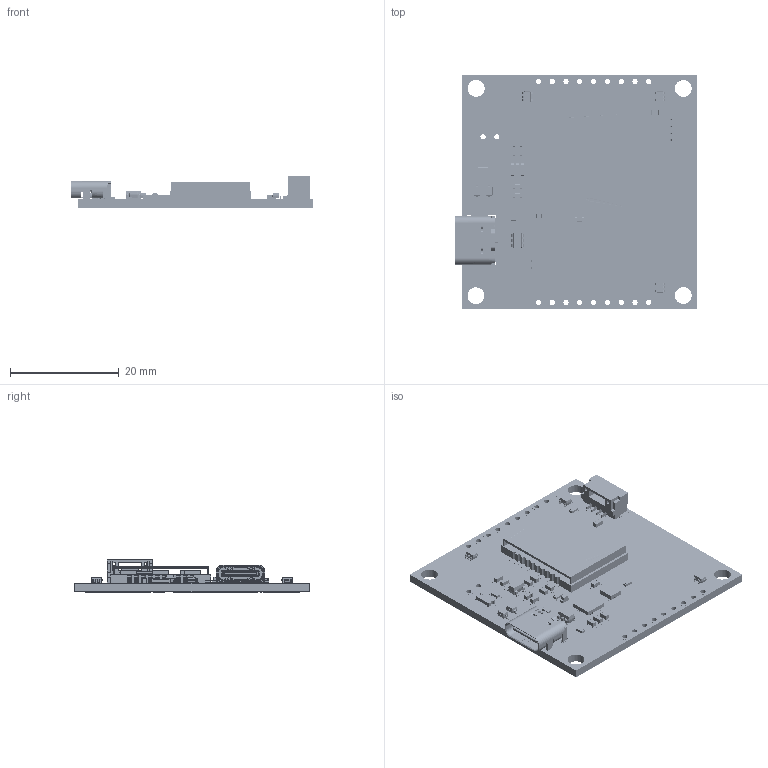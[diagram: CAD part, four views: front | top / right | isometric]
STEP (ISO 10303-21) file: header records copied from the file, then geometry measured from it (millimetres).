
FILE_DESCRIPTION(('KiCad electronic assembly'),'2;1');
FILE_NAME('SparkFun_IM19_IMU_Breakout.step','2026-04-08T01:11:49',( 'Pcbnew'),('Kicad'),'Open CASCADE STEP processor 7.9', 'KiCad to STEP converter','Unknown');
FILE_SCHEMA(('AUTOMOTIVE_DESIGN { 1 0 10303 214 1 1 1 1 }'));
Length unit declared in the file: millimetre
Products named in the file (212): SparkFun_IM19_IMU_Breakout 1; R_0603_1608Metric; C_0603_1608Metric; SOT-23-5; SOT-353_SC-70-5; IM19; Board; U5 <1>; 476855440 <1>; Extruded; U2 <1>; 476855440 (1) <1>; U6 <1>; 476854800 <1>; Extruded_3; Free-Models <1>; 663532224 <1>; Extruded_6; 663539904 <1>; Extruded_4; 633584704 (1) <1>; Extruded_5; 633584704 <1>; 663532224 (1) <1>; U4 <1>; 476855952 <1>; Extruded_2; U1 <1>; STM-UFBGA169; SOT-23-6; D_SOD-323; QFN-14-1EP_2.5x3.0mm_P0.5mm_EP1.0x1.5mm; QFN-24_4x4mm_P0.5mm; LED_0603_1608Metric_Red; JST_SMD_1.25mm-4_Locking; USB-C_16; USB4105GFA_USB4105GFA; Fuse_1206_3216Metric; SparkFun_IM19_IMU_Breakout_pad; SparkFun_IM19_IMU_Breakout_silkscreen ...
Assembly tree (234 placements, depth 5):
  SparkFun_IM19_IMU_Breakout 1
    R_0603_1608Metric  x6
    C_0603_1608Metric  x13
    SOT-23-5
    SOT-353_SC-70-5  x3
    IM19
      Board
      U5 <1>
        476855440 <1>
          Extruded
      U2 <1>
        476855440 (1) <1>
          Extruded
      U6 <1>
        476854800 <1>
          Extruded_3
      Free-Models <1>
        663532224 <1>
          Extruded_6
        663539904 <1>
          Extruded_4
        633584704 (1) <1>
          Extruded_5
        633584704 <1>
          Extruded_5
        663532224 (1) <1>
          Extruded_6
      U4 <1>
        476855952 <1>
          Extruded_2
      U1 <1>
        STM-UFBGA169
        STM-UFBGA169
        STM-UFBGA169
        STM-UFBGA169
        STM-UFBGA169
        STM-UFBGA169
        STM-UFBGA169
        STM-UFBGA169
        STM-UFBGA169
        STM-UFBGA169
        STM-UFBGA169
        STM-UFBGA169
        STM-UFBGA169
        STM-UFBGA169
        STM-UFBGA169
        STM-UFBGA169
        STM-UFBGA169
        STM-UFBGA169
        STM-UFBGA169
        STM-UFBGA169
        STM-UFBGA169
        STM-UFBGA169
        STM-UFBGA169
        STM-UFBGA169
        STM-UFBGA169
        STM-UFBGA169
        STM-UFBGA169
        STM-UFBGA169
        STM-UFBGA169
Bounding box: 44.56 x 43.18 x 5.92 mm (x, y, z)
Volume: 3540.8 mm3; surface area: 11245.6 mm2
Topology: 504 solids, 775 shells, 5249 faces, 23273 edges, 18655 vertices
Faces by surface type: plane 3566, cylinder 1072, sphere 338, bspline 209, cone 64
Full cylindrical faces by diameter (mm): 0.255 x4, 0.5 x6, 0.65 x2, 0.966 x60, 1.016 x40, 1.25 x3, 1.88 x40, 3.1 x4
Entity records: 228092 total; most frequent: CARTESIAN_POINT 44081, DIRECTION 33378, ORIENTED_EDGE 30633, EDGE_CURVE 20697, VERTEX_POINT 17443, LINE 16738, VECTOR 16738, AXIS2_PLACEMENT_3D 8320
